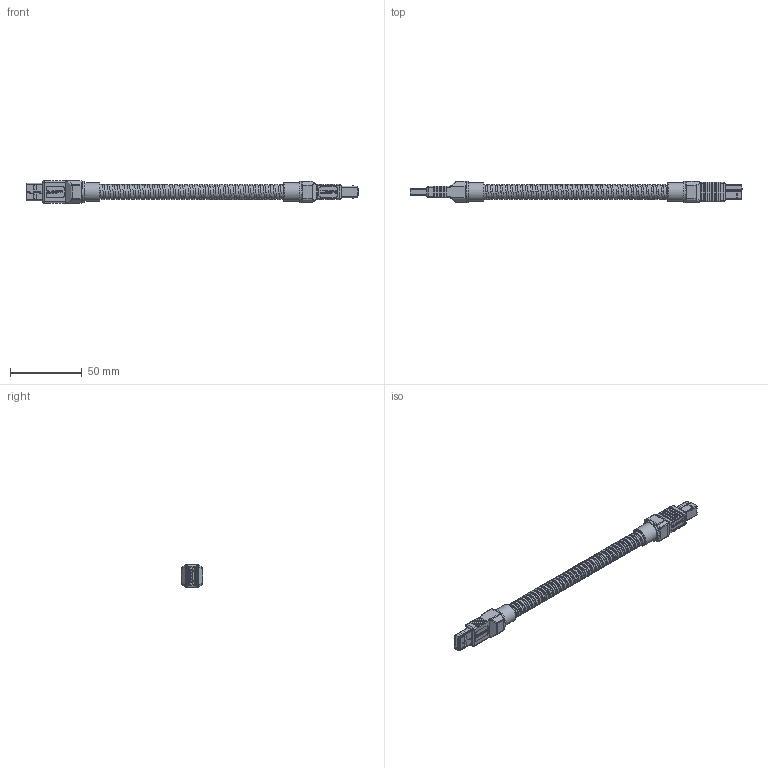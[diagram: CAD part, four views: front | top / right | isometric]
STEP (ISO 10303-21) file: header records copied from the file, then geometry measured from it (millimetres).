
FILE_DESCRIPTION (( 'STEP AP214' ), '1' );
FILE_NAME ('U3A00002.STEP', '2018-04-19T15:51:09', ( '' ), ( '' ), 'SwSTEP 2.0', 'SolidWorks 2017', '' );
FILE_SCHEMA (( 'AUTOMOTIVE_DESIGN' ));
Length unit declared in the file: inch
Products named in the file (18): U3A00002; MTN-1025_NO CABLE; MTN-597; MTN-1025_NO CBL; 1AA05-075_SR CRIMPED; 1AA05-075-MA3_SR CRIMPED; 1AA05-075-MA2___; 1AA05-075-MA1___; U3A00001-MA1_150MM; MTN-1024_NO CABLE; 1AJ09-093; MTN-1024; 1AA05-046-MA2_Without Crimp; 1AA05-046-MA1; MTN-593; 1AA05-046-MA3; 3AC08-027
Assembly tree (18 placements, depth 4):
  U3A00002
    3AC08-027
    MTN-1024_NO CABLE
      MTN-593
        1AA05-046-MA3
        MTN-593
      1AA05-046-MA1
      1AA05-046-MA2_Without Crimp
      MTN-1024
      1AJ09-093
    U3A00001-MA1_150MM
    MTN-1025_NO CABLE
      1AA05-075_SR CRIMPED
        1AA05-075-MA1___
        1AA05-075-MA2___
        1AA05-075-MA3_SR CRIMPED
      MTN-1025_NO CBL
      1AJ09-093
      MTN-597
Bounding box: 231.4 x 15 x 15.7 mm (x, y, z)
Volume: 18653.2 mm3; surface area: 30727.3 mm2
Topology: 38 solids, 38 shells, 2791 faces, 7358 edges, 4732 vertices
Faces by surface type: plane 1857, cylinder 585, bspline 245, sphere 53, torus 49, cone 2
Full cylindrical faces by diameter (mm): 0.9 x4, 5.486 x1, 5.5 x2, 8.5 x42, 9.1 x42, 11.7 x4, 12.8 x2, 15 x2
Entity records: 171916 total; most frequent: CARTESIAN_POINT 100886, ORIENTED_EDGE 13954, DIRECTION 12341, EDGE_CURVE 6977, VECTOR 5303, LINE 5303, VERTEX_POINT 4507, AXIS2_PLACEMENT_3D 3519
